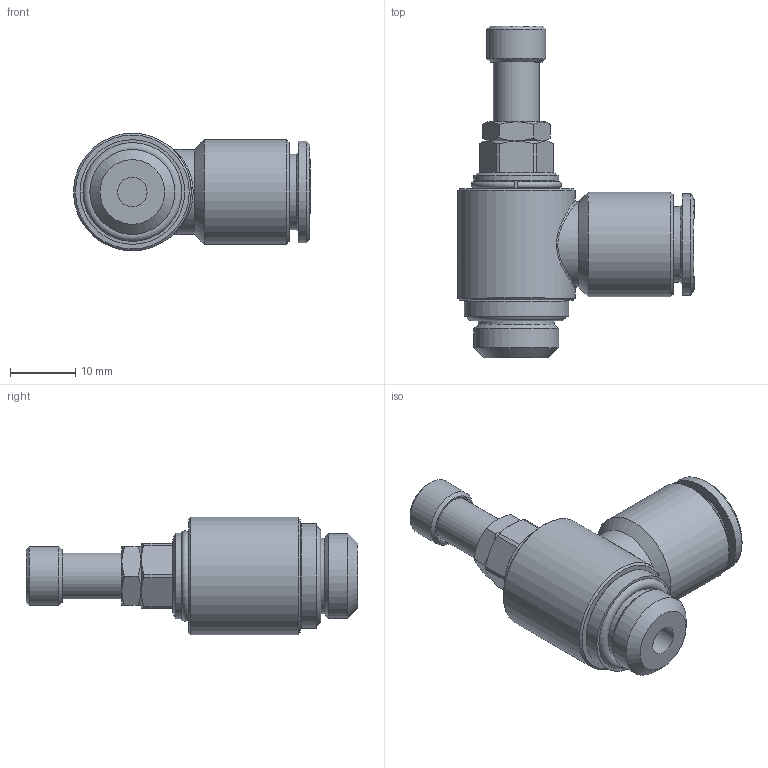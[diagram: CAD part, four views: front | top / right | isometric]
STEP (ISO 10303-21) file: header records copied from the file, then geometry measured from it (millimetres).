
FILE_DESCRIPTION( ( 'STEP AP214' ), '1' );
FILE_NAME( '04260B52.stp', '2021-04-20T08:00:04', ( 'License CC BY-ND 4.0' ), ( 'CADENAS' ), ' ', 'PARTsolutions', ' ' );
FILE_SCHEMA( ( 'AUTOMOTIVE_DESIGN { 1 0 10303 214 1 1 1 1 }' ) );
Length unit declared in the file: metre
Products named in the file (3): 04260B52; NONE
Assembly tree (2 placements, depth 2):
  04260B52
    NONE
    NONE
Bounding box: 36.25 x 50.75 x 18 mm (x, y, z)
Volume: 9104.4 mm3; surface area: 4689.2 mm2
Topology: 2 solids, 4 shells, 197 faces, 465 edges, 305 vertices
Faces by surface type: plane 107, bspline 45, cylinder 26, cone 17, torus 2
Full cylindrical faces by diameter (mm): 4.5 x1, 7 x1, 9 x1, 10.15 x1, 10.2 x1, 11.6 x1, 11.62 x1, 11.95 x1, 13 x2, 13.05 x2, 15.5 x1, 16 x2, 18 x1
Entity records: 10165 total; most frequent: CARTESIAN_POINT 4493, ORIENTED_EDGE 846, DIRECTION 679, EDGE_CURVE 423, VERTEX_POINT 298, EDGE_LOOP 261, LINE 231, VECTOR 231
